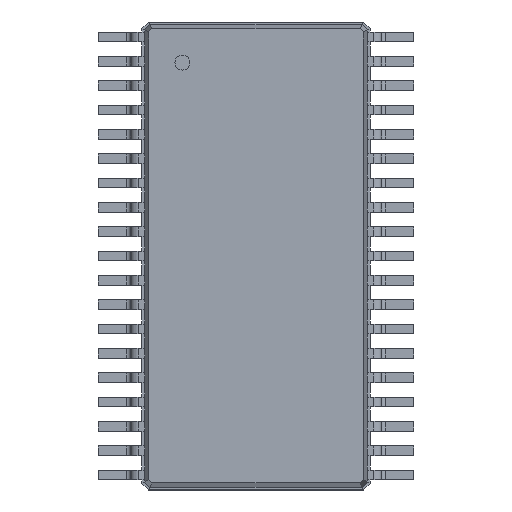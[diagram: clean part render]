
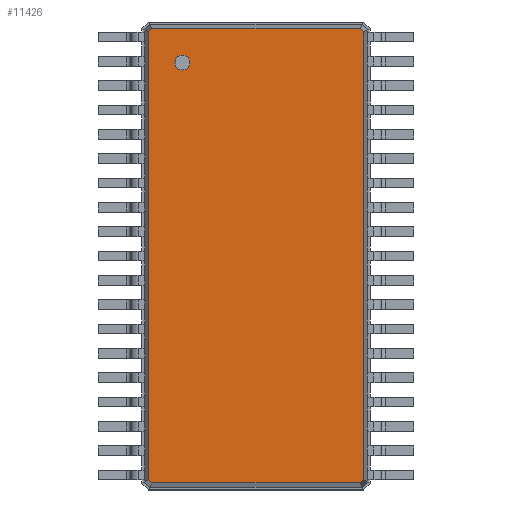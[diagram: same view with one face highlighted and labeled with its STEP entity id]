
A CAD part, top view. The second image highlights one B-rep face of the part: STEP entity #11426.
In plain terms, the highlighted planar face has unit normal (0, 0, 1).
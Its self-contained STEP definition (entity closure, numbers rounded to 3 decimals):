
#13=DIRECTION('',(0.,0.,1.));
#27=VECTOR('',#28,1.);
#28=DIRECTION('',(1.,0.,0.));
#34=VECTOR('',#35,1.);
#35=DIRECTION('',(0.,-1.,0.));
#118=VECTOR('',#119,1.);
#119=DIRECTION('',(0.707,-0.707,0.));
#130=VECTOR('',#131,1.);
#131=DIRECTION('',(-0.707,-0.707,0.));
#137=VECTOR('',#138,1.);
#138=DIRECTION('',(-1.,0.,0.));
#144=VECTOR('',#145,1.);
#145=DIRECTION('',(-0.707,0.707,0.));
#151=VECTOR('',#152,1.);
#152=DIRECTION('',(0.,1.,0.));
#156=VECTOR('',#157,1.);
#157=DIRECTION('',(0.707,0.707,0.));
#7822=VERTEX_POINT('',#7823);
#7823=CARTESIAN_POINT('',(2.782,6.064,1.6));
#7825=ORIENTED_EDGE('',*,*,#7826,.F.);
#7826=EDGE_CURVE('',#7827,#7822,#7829,.T.);
#7827=VERTEX_POINT('',#7828);
#7828=CARTESIAN_POINT('',(-2.782,6.064,1.6));
#7829=LINE('',#7828,#27);
#7839=ORIENTED_EDGE('',*,*,#7840,.F.);
#7840=EDGE_CURVE('',#7841,#7827,#7843,.T.);
#7841=VERTEX_POINT('',#7842);
#7842=CARTESIAN_POINT('',(-2.864,5.982,1.6));
#7843=LINE('',#7842,#156);
#7854=VERTEX_POINT('',#7855);
#7855=CARTESIAN_POINT('',(2.864,5.982,1.6));
#7857=ORIENTED_EDGE('',*,*,#7858,.F.);
#7858=EDGE_CURVE('',#7822,#7854,#7859,.T.);
#7859=LINE('',#7823,#118);
#7924=ORIENTED_EDGE('',*,*,#7925,.F.);
#7925=EDGE_CURVE('',#7926,#7841,#7928,.T.);
#7926=VERTEX_POINT('',#7927);
#7927=CARTESIAN_POINT('',(-2.864,-5.982,1.6));
#7928=LINE('',#7927,#151);
#9688=VERTEX_POINT('',#9689);
#9689=CARTESIAN_POINT('',(2.864,-5.982,1.6));
#9691=ORIENTED_EDGE('',*,*,#9692,.F.);
#9692=EDGE_CURVE('',#7854,#9688,#9693,.T.);
#9693=LINE('',#7855,#34);
#11393=ORIENTED_EDGE('',*,*,#11394,.F.);
#11394=EDGE_CURVE('',#11395,#7926,#11397,.T.);
#11395=VERTEX_POINT('',#11396);
#11396=CARTESIAN_POINT('',(-2.782,-6.064,1.6));
#11397=LINE('',#11396,#144);
#11408=VERTEX_POINT('',#11409);
#11409=CARTESIAN_POINT('',(2.782,-6.064,1.6));
#11411=ORIENTED_EDGE('',*,*,#11412,.F.);
#11412=EDGE_CURVE('',#9688,#11408,#11413,.T.);
#11413=LINE('',#9689,#130);
#11421=ORIENTED_EDGE('',*,*,#11422,.F.);
#11422=EDGE_CURVE('',#11408,#11395,#11423,.T.);
#11423=LINE('',#11409,#137);
#11426=ADVANCED_FACE('',(#11427,#11429),#11438,.T.);
#11427=FACE_BOUND('',#11428,.T.);
#11428=EDGE_LOOP('',(#7825,#7839,#7924,#11393,#11421,#11411,#9691,#7857));
#11429=FACE_BOUND('',#11430,.T.);
#11430=EDGE_LOOP('',(#11431));
#11431=ORIENTED_EDGE('',*,*,#11432,.F.);
#11432=EDGE_CURVE('',#11433,#11433,#11435,.T.);
#11433=VERTEX_POINT('',#11434);
#11434=CARTESIAN_POINT('',(-1.964,4.964,1.6));
#11435=CIRCLE('',#11436,0.2);
#11436=AXIS2_PLACEMENT_3D('',#11437,#13,#35);
#11437=CARTESIAN_POINT('',(-1.964,5.164,1.6));
#11438=PLANE('',#11439);
#11439=AXIS2_PLACEMENT_3D('',#7828,#13,#11440);
#11440=DIRECTION('',(0.417,-0.909,0.));
